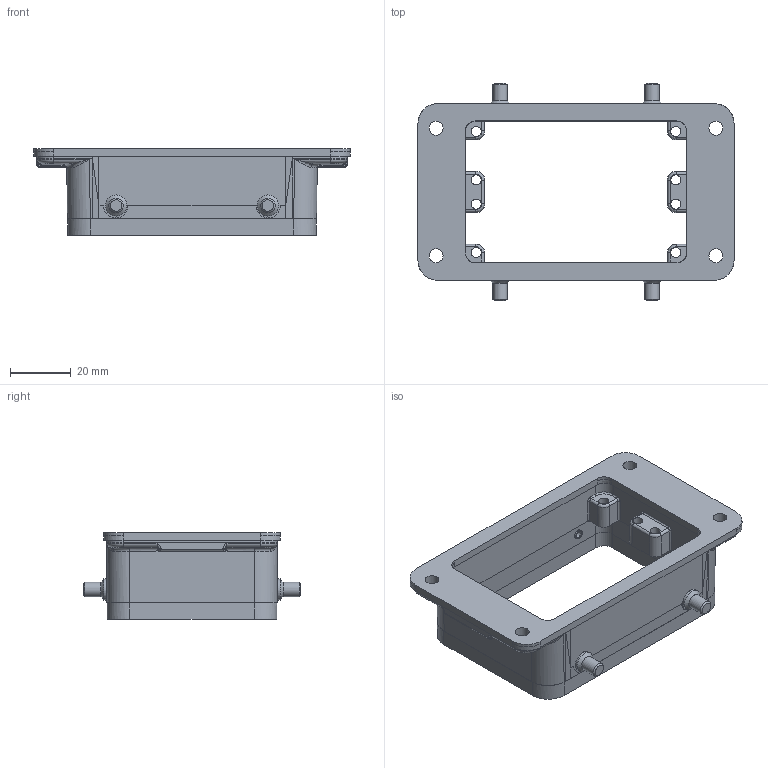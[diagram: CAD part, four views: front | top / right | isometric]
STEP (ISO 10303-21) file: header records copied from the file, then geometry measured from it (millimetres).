
FILE_DESCRIPTION(/* description */ (''),/* implementation_level */ '2;1');
FILE_NAME(/* name */ 'H32A-BK-4B.stp',/* time_stamp */ '2022-07-26T15:59:43+08:00',/* author */ (''),/* organization */ (''),/* preprocessor_version */ 'ST-DEVELOPER v16',/* originating_system */ 'SIEMENS PLM Software NX 10.0',/* authorisation */ '');
FILE_SCHEMA (('AP203_CONFIGURATION_CONTROLLED_3D_DESIGN_OF_MECHANICAL_PARTS_AND_ASSEMBLIES_MIM_LF { 1 0 10303 403 2 1 2}'));
Length unit declared in the file: millimetre
Products named in the file (1): Admi1A9C26D3gt9d
Bounding box: 104.12 x 71.6 x 28.5 mm (x, y, z)
Volume: 37369.5 mm3; surface area: 23505.2 mm2
Topology: 1 solids, 3 shells, 364 faces, 910 edges, 554 vertices
Faces by surface type: plane 144, cylinder 120, bspline 76, extrusion 12, cone 8, torus 4
Full cylindrical faces by diameter (mm): 2.3 x4, 3 x4, 3.3 x8, 4.6 x4, 4.8 x4, 7 x4
Entity records: 12566 total; most frequent: CARTESIAN_POINT 4391, ORIENTED_EDGE 1680, DIRECTION 1594, EDGE_CURVE 840, AXIS2_PLACEMENT_3D 577, VERTEX_POINT 536, EDGE_LOOP 444, VECTOR 440
